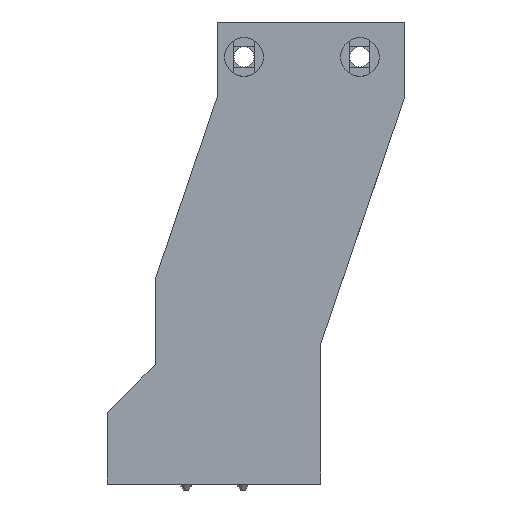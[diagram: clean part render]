
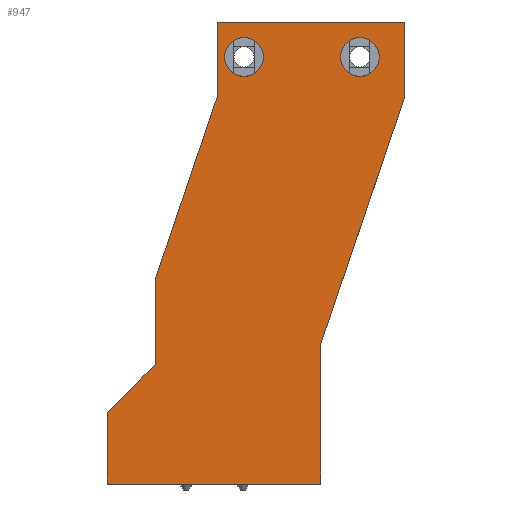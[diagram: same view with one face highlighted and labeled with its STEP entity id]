
A CAD part, front view. The second image highlights one B-rep face of the part: STEP entity #947.
In plain terms, the highlighted planar face has unit normal (0, -1, 0).
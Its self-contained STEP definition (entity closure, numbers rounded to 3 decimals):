
#17=FACE_BOUND('',#158,.T.);
#18=FACE_BOUND('',#159,.T.);
#39=CIRCLE('',#992,3.25);
#45=CIRCLE('',#1003,3.25);
#101=FACE_OUTER_BOUND('',#157,.T.);
#157=EDGE_LOOP('',(#790,#791,#792,#793,#794,#795,#796,#797,#798,#799));
#158=EDGE_LOOP('',(#800));
#159=EDGE_LOOP('',(#801));
#232=LINE('',#1491,#334);
#236=LINE('',#1498,#338);
#249=LINE('',#1529,#351);
#256=LINE('',#1547,#358);
#257=LINE('',#1549,#359);
#258=LINE('',#1551,#360);
#259=LINE('',#1553,#361);
#260=LINE('',#1555,#362);
#261=LINE('',#1557,#363);
#262=LINE('',#1558,#364);
#334=VECTOR('',#1218,10.);
#338=VECTOR('',#1224,10.);
#351=VECTOR('',#1251,10.);
#358=VECTOR('',#1274,10.);
#359=VECTOR('',#1275,10.);
#360=VECTOR('',#1276,10.);
#361=VECTOR('',#1277,10.);
#362=VECTOR('',#1278,10.);
#363=VECTOR('',#1279,10.);
#364=VECTOR('',#1280,10.);
#408=VERTEX_POINT('',#1401);
#421=VERTEX_POINT('',#1439);
#432=VERTEX_POINT('',#1488);
#433=VERTEX_POINT('',#1490);
#435=VERTEX_POINT('',#1496);
#446=VERTEX_POINT('',#1528);
#449=VERTEX_POINT('',#1546);
#450=VERTEX_POINT('',#1548);
#451=VERTEX_POINT('',#1550);
#452=VERTEX_POINT('',#1552);
#453=VERTEX_POINT('',#1554);
#454=VERTEX_POINT('',#1556);
#499=EDGE_CURVE('',#408,#408,#39,.T.);
#519=EDGE_CURVE('',#421,#421,#45,.T.);
#542=EDGE_CURVE('',#433,#432,#232,.T.);
#546=EDGE_CURVE('',#432,#435,#236,.T.);
#561=EDGE_CURVE('',#446,#433,#249,.T.);
#570=EDGE_CURVE('',#435,#449,#256,.T.);
#571=EDGE_CURVE('',#450,#449,#257,.T.);
#572=EDGE_CURVE('',#451,#450,#258,.T.);
#573=EDGE_CURVE('',#451,#452,#259,.T.);
#574=EDGE_CURVE('',#452,#453,#260,.T.);
#575=EDGE_CURVE('',#453,#454,#261,.T.);
#576=EDGE_CURVE('',#454,#446,#262,.T.);
#790=ORIENTED_EDGE('',*,*,#542,.T.);
#791=ORIENTED_EDGE('',*,*,#546,.T.);
#792=ORIENTED_EDGE('',*,*,#570,.T.);
#793=ORIENTED_EDGE('',*,*,#571,.F.);
#794=ORIENTED_EDGE('',*,*,#572,.F.);
#795=ORIENTED_EDGE('',*,*,#573,.T.);
#796=ORIENTED_EDGE('',*,*,#574,.T.);
#797=ORIENTED_EDGE('',*,*,#575,.T.);
#798=ORIENTED_EDGE('',*,*,#576,.T.);
#799=ORIENTED_EDGE('',*,*,#561,.T.);
#800=ORIENTED_EDGE('',*,*,#519,.T.);
#801=ORIENTED_EDGE('',*,*,#499,.T.);
#895=PLANE('',#1041);
#947=ADVANCED_FACE('',(#101,#17,#18),#895,.T.);
#992=AXIS2_PLACEMENT_3D('',#1403,#1121,#1122);
#1003=AXIS2_PLACEMENT_3D('',#1441,#1157,#1158);
#1041=AXIS2_PLACEMENT_3D('',#1545,#1272,#1273);
#1121=DIRECTION('center_axis',(0.,1.,0.));
#1122=DIRECTION('ref_axis',(1.,0.,0.));
#1157=DIRECTION('center_axis',(0.,1.,0.));
#1158=DIRECTION('ref_axis',(1.,0.,0.));
#1218=DIRECTION('',(-1.,0.,0.));
#1224=DIRECTION('',(0.,0.,-1.));
#1251=DIRECTION('',(0.,0.,1.));
#1272=DIRECTION('center_axis',(0.,-1.,0.));
#1273=DIRECTION('ref_axis',(1.,0.,0.));
#1274=DIRECTION('',(-0.322,0.,-0.947));
#1275=DIRECTION('',(0.,0.,1.));
#1276=DIRECTION('',(0.707,0.,0.707));
#1277=DIRECTION('',(0.,0.,-1.));
#1278=DIRECTION('',(1.,0.,0.));
#1279=DIRECTION('',(0.,0.,1.));
#1280=DIRECTION('',(0.322,0.,0.947));
#1401=CARTESIAN_POINT('',(21.065,-4.843,71.636));
#1403=CARTESIAN_POINT('Origin',(24.315,-4.843,71.636));
#1439=CARTESIAN_POINT('',(1.638,-4.843,71.636));
#1441=CARTESIAN_POINT('Origin',(4.888,-4.843,71.636));
#1488=CARTESIAN_POINT('',(0.36,-4.843,77.5));
#1490=CARTESIAN_POINT('',(31.815,-4.843,77.5));
#1491=CARTESIAN_POINT('',(5.343,-4.843,77.5));
#1496=CARTESIAN_POINT('',(0.36,-4.843,64.891));
#1498=CARTESIAN_POINT('',(0.36,-4.843,41.125));
#1528=CARTESIAN_POINT('',(31.815,-4.843,64.891));
#1529=CARTESIAN_POINT('',(31.815,-4.843,32.445));
#1545=CARTESIAN_POINT('Origin',(-10.018,-4.843,0.));
#1546=CARTESIAN_POINT('',(-10.018,-4.843,34.325));
#1547=CARTESIAN_POINT('',(-10.054,-4.843,34.22));
#1548=CARTESIAN_POINT('',(-10.018,-4.843,20.));
#1549=CARTESIAN_POINT('',(-10.018,-4.843,0.));
#1550=CARTESIAN_POINT('',(-18.018,-4.843,12.));
#1551=CARTESIAN_POINT('',(-16.018,-4.843,14.));
#1552=CARTESIAN_POINT('',(-18.018,-4.843,0.));
#1553=CARTESIAN_POINT('',(-18.018,-4.843,16.));
#1554=CARTESIAN_POINT('',(17.782,-4.843,0.));
#1555=CARTESIAN_POINT('',(-10.018,-4.843,0.));
#1556=CARTESIAN_POINT('',(17.782,-4.843,23.561));
#1557=CARTESIAN_POINT('',(17.782,-4.843,0.));
#1558=CARTESIAN_POINT('',(9.782,-4.843,0.));
